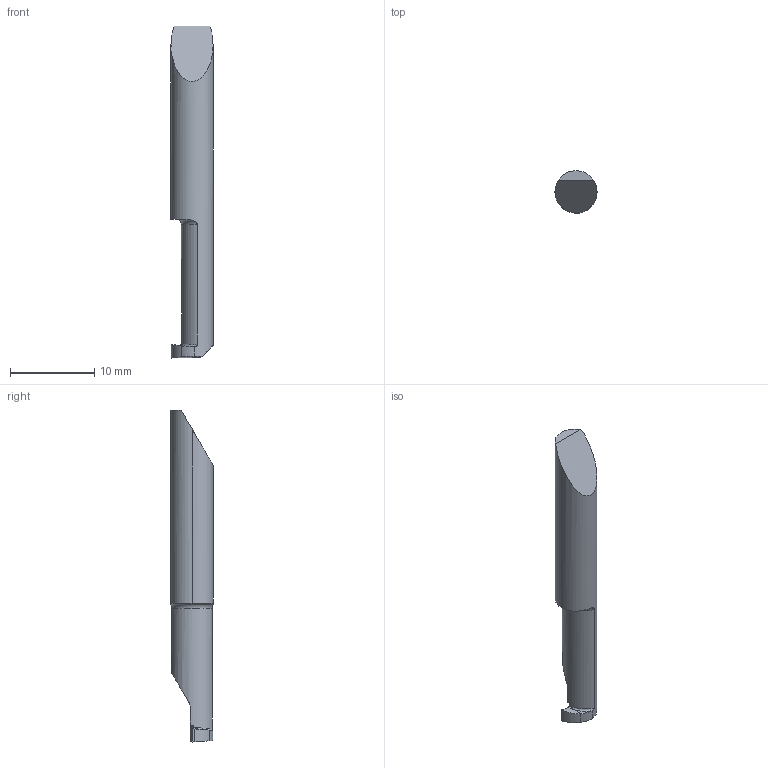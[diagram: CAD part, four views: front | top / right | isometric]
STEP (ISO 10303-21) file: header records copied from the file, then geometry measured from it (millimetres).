
FILE_DESCRIPTION(/* description */ (''),/* implementation_level */ '2;1');
FILE_NAME(/* name */ '1637827220971.stp',/* time_stamp */ '2021-11-25T13:30:44+05:00',/* author */ (''),/* organization */ ('SMS'),/* preprocessor_version */ 'ST-DEVELOPER v16.7',/* originating_system */ 'SIEMENS PLM Software NX 12.0',/* authorisation */ '');
FILE_SCHEMA (('AUTOMOTIVE_DESIGN { 1 0 10303 214 3 1 1 1 }'));
Length unit declared in the file: millimetre
Products named in the file (1): 203810602mod000_00
Bounding box: 5 x 5 x 39.5 mm (x, y, z)
Volume: 592 mm3; surface area: 580.6 mm2
Topology: 2 solids, 2 shells, 25 faces, 63 edges, 46 vertices
Faces by surface type: plane 14, cylinder 8, bspline 2, torus 1
Entity records: 1012 total; most frequent: CARTESIAN_POINT 412, ORIENTED_EDGE 124, DIRECTION 94, EDGE_CURVE 62, VERTEX_POINT 41, AXIS2_PLACEMENT_3D 33, LINE 28, VECTOR 28
